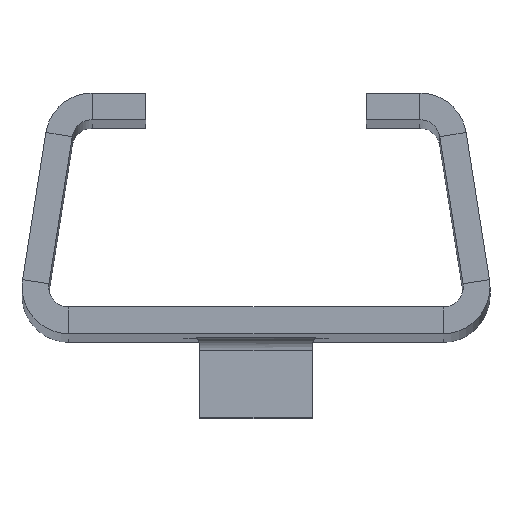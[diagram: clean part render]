
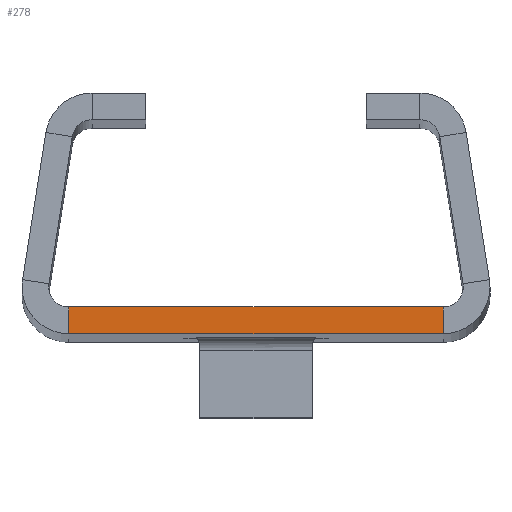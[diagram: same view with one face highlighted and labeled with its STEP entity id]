
A CAD part, top view. The second image highlights one B-rep face of the part: STEP entity #278.
In plain terms, the highlighted planar face has unit normal (0, 0, 1).
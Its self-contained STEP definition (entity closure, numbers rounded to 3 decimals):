
#21 = EDGE_CURVE ( 'NONE', #2003, #1876, #1430, .T. ) ;
#45 = DIRECTION ( 'NONE',  ( 0., 1., 0. ) ) ;
#96 = EDGE_CURVE ( 'NONE', #249, #672, #1053, .T. ) ;
#147 = FACE_OUTER_BOUND ( 'NONE', #1941, .T. ) ;
#185 = CARTESIAN_POINT ( 'NONE',  ( -14.002, 2., 370. ) ) ;
#249 = VERTEX_POINT ( 'NONE', #1788 ) ;
#278 = ADVANCED_FACE ( 'NONE', ( #147 ), #1575, .T. ) ;
#298 = VECTOR ( 'NONE', #1194, 1000. ) ;
#319 = ORIENTED_EDGE ( 'NONE', *, *, #730, .T. ) ;
#554 = CARTESIAN_POINT ( 'NONE',  ( 14.002, 0., 370. ) ) ;
#584 = CARTESIAN_POINT ( 'NONE',  ( 14.002, 2., 370. ) ) ;
#672 = VERTEX_POINT ( 'NONE', #584 ) ;
#730 = EDGE_CURVE ( 'NONE', #1876, #672, #1620, .T. ) ;
#875 = CARTESIAN_POINT ( 'NONE',  ( -14.002, 0., 370. ) ) ;
#911 = CARTESIAN_POINT ( 'NONE',  ( 14.002, 0., 370. ) ) ;
#934 = VECTOR ( 'NONE', #1382, 1000. ) ;
#944 = LINE ( 'NONE', #185, #934 ) ;
#975 = CARTESIAN_POINT ( 'NONE',  ( 14.002, 2., 370. ) ) ;
#1053 = LINE ( 'NONE', #975, #298 ) ;
#1070 = DIRECTION ( 'NONE',  ( 1., 0., 0. ) ) ;
#1076 = CARTESIAN_POINT ( 'NONE',  ( 14.002, 0., 370. ) ) ;
#1194 = DIRECTION ( 'NONE',  ( 1., 0., 0. ) ) ;
#1247 = AXIS2_PLACEMENT_3D ( 'NONE', #1767, #1593, #1597 ) ;
#1382 = DIRECTION ( 'NONE',  ( 0., -1., 0. ) ) ;
#1430 = LINE ( 'NONE', #911, #1434 ) ;
#1434 = VECTOR ( 'NONE', #1070, 1000. ) ;
#1527 = ORIENTED_EDGE ( 'NONE', *, *, #1571, .T. ) ;
#1571 = EDGE_CURVE ( 'NONE', #249, #2003, #944, .T. ) ;
#1575 = PLANE ( 'NONE',  #1247 ) ;
#1593 = DIRECTION ( 'NONE',  ( 0., 0., 1. ) ) ;
#1594 = VECTOR ( 'NONE', #45, 1000. ) ;
#1597 = DIRECTION ( 'NONE',  ( 1., 0., 0. ) ) ;
#1620 = LINE ( 'NONE', #554, #1594 ) ;
#1767 = CARTESIAN_POINT ( 'NONE',  ( 15.484, 3.735, 370. ) ) ;
#1788 = CARTESIAN_POINT ( 'NONE',  ( -14.002, 2., 370. ) ) ;
#1876 = VERTEX_POINT ( 'NONE', #1076 ) ;
#1941 = EDGE_LOOP ( 'NONE', ( #1982, #319, #2034, #1527 ) ) ;
#1982 = ORIENTED_EDGE ( 'NONE', *, *, #21, .T. ) ;
#2003 = VERTEX_POINT ( 'NONE', #875 ) ;
#2034 = ORIENTED_EDGE ( 'NONE', *, *, #96, .F. ) ;
